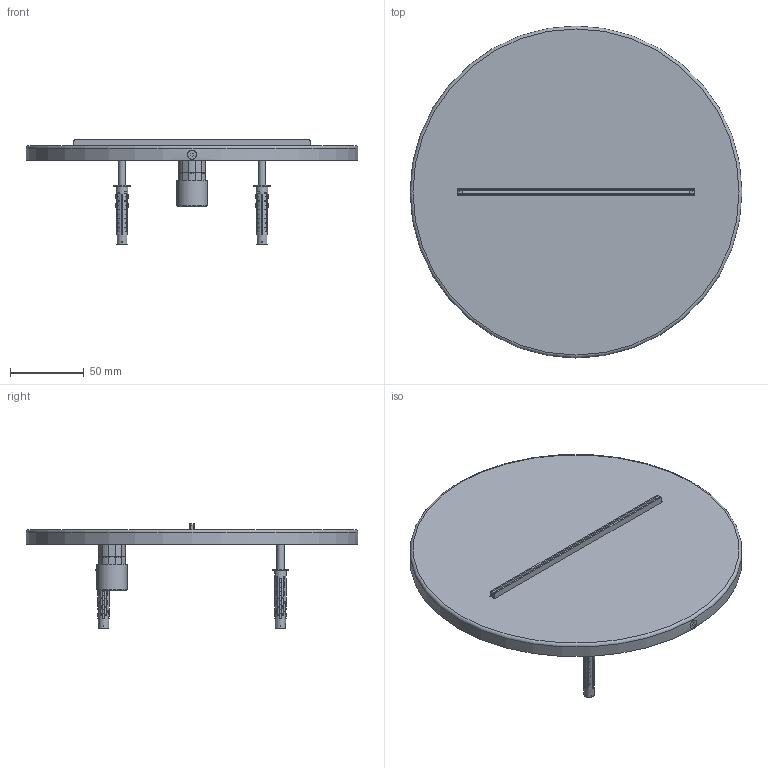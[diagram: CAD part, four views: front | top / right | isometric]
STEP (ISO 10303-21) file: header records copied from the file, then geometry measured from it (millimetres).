
FILE_DESCRIPTION(('STEP AP214'),'1');
FILE_NAME('Art.50001.stp','2022-01-26T13:45:19',(' '),(' '),'Spatial InterOp 3D',' ',' ');
FILE_SCHEMA(('AUTOMOTIVE_DESIGN { 1 0 10303 214 1 1 1 1 }'));
Length unit declared in the file: millimetre
Products named in the file (44): S.01018; S.00208; S.00209; ASSEM1; Art.50001; S.00182; S.00311; T.RA086; 23492; 23335; 23334; T.RA023; 23333; 23332; 23329ST; 23331; 23329; S.00192; S.00191; 23330
Assembly tree (46 placements, depth 4):
  Art.50001
    S.01018  x2
      S.00208
      S.00209
        ASSEM1
        S.00209
    S.00182  x2
    S.00311  x2
      ASSEM1
      (unnamed)
      (unnamed)
      (unnamed)
      (unnamed)
      S.00311
    T.RA086
      ASSEM1
      T.RA086
    23335
      23492
        ASSEM1
        23492
      23334
        ASSEM1
        23334
      T.RA023
        ASSEM1
        T.RA023
      23333
      23332
        ASSEM1
        (unnamed)
        23332
    23329ST
      23331
      23329
    S.00192
      ASSEM1
      (unnamed)
      (unnamed)
      S.00192
    S.00191
      ASSEM1
      S.00191
    23330
Bounding box: 225 x 225 x 71 mm (x, y, z)
Volume: 154960.1 mm3; surface area: 226797 mm2
Topology: 19 solids, 19 shells, 1368 faces, 3862 edges, 2543 vertices
Faces by surface type: plane 718, cylinder 545, cone 79, sphere 12, bspline 8, torus 6
Full cylindrical faces by diameter (mm): 0.4 x2, 2.5 x3, 2.8 x1, 3 x3, 4 x1, 4.3 x2, 4.9 x1, 5 x2, 5.3 x2, 6 x2, 6.2 x4, 9 x1, 9.2 x2, 10.8 x3, 11 x2, 12.9 x1, 13.1 x1, 14 x1, 14.8 x4, 15 x1, 16.4 x1, 20.955 x1, 26.955 x1, 222 x1, 225 x1
Entity records: 44325 total; most frequent: CARTESIAN_POINT 6939, DIRECTION 5804, ORIENTED_EDGE 5600, EDGE_CURVE 2800, AXIS2_PLACEMENT_3D 2052, VERTEX_POINT 1877, LINE 1700, VECTOR 1700
